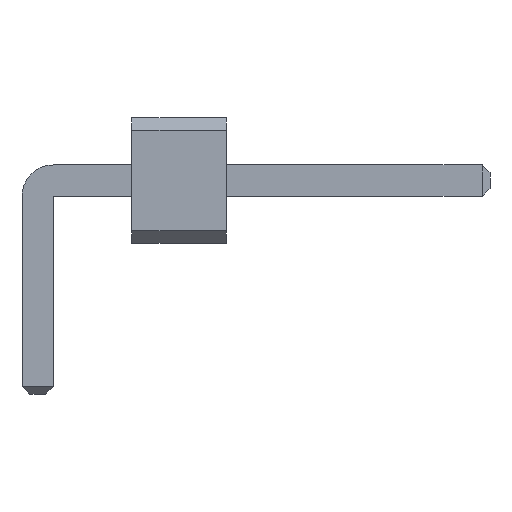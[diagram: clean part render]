
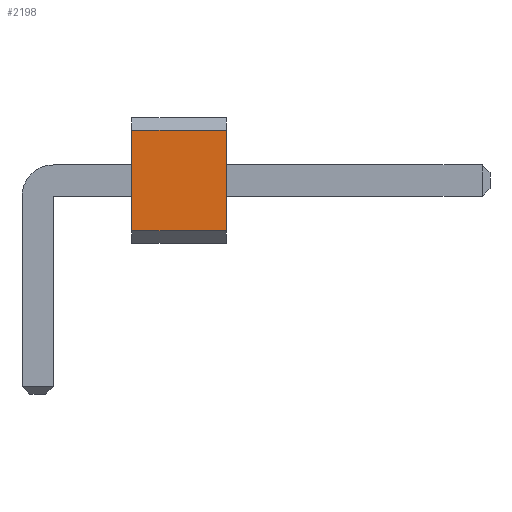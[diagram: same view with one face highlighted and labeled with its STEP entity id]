
A CAD part, front view. The second image highlights one B-rep face of the part: STEP entity #2198.
In plain terms, the highlighted planar face has unit normal (0, -1, 0).
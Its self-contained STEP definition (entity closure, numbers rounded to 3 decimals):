
#310 = VERTEX_POINT('',#311);
#311 = CARTESIAN_POINT('',(1.5,-15.,1.8));
#317 = EDGE_CURVE('',#318,#310,#320,.T.);
#318 = VERTEX_POINT('',#319);
#319 = CARTESIAN_POINT('',(1.5,-15.,0.2));
#320 = LINE('',#321,#322);
#321 = CARTESIAN_POINT('',(1.5,-15.,0.2));
#322 = VECTOR('',#323,1.);
#323 = DIRECTION('',(0.,0.,1.));
#967 = VERTEX_POINT('',#968);
#968 = CARTESIAN_POINT('',(3.,-15.,1.8));
#974 = EDGE_CURVE('',#975,#967,#977,.T.);
#975 = VERTEX_POINT('',#976);
#976 = CARTESIAN_POINT('',(3.,-15.,0.2));
#977 = LINE('',#978,#979);
#978 = CARTESIAN_POINT('',(3.,-15.,0.2));
#979 = VECTOR('',#980,1.);
#980 = DIRECTION('',(0.,0.,1.));
#2170 = EDGE_CURVE('',#318,#975,#2171,.T.);
#2171 = LINE('',#2172,#2173);
#2172 = CARTESIAN_POINT('',(1.5,-15.,0.2));
#2173 = VECTOR('',#2174,1.);
#2174 = DIRECTION('',(1.,0.,0.));
#2198 = ADVANCED_FACE('',(#2199),#2210,.T.);
#2199 = FACE_BOUND('',#2200,.T.);
#2200 = EDGE_LOOP('',(#2201,#2202,#2203,#2209));
#2201 = ORIENTED_EDGE('',*,*,#2170,.T.);
#2202 = ORIENTED_EDGE('',*,*,#974,.T.);
#2203 = ORIENTED_EDGE('',*,*,#2204,.F.);
#2204 = EDGE_CURVE('',#310,#967,#2205,.T.);
#2205 = LINE('',#2206,#2207);
#2206 = CARTESIAN_POINT('',(1.5,-15.,1.8));
#2207 = VECTOR('',#2208,1.);
#2208 = DIRECTION('',(1.,0.,0.));
#2209 = ORIENTED_EDGE('',*,*,#317,.F.);
#2210 = PLANE('',#2211);
#2211 = AXIS2_PLACEMENT_3D('',#2212,#2213,#2214);
#2212 = CARTESIAN_POINT('',(1.5,-15.,0.2));
#2213 = DIRECTION('',(0.,-1.,0.));
#2214 = DIRECTION('',(0.,0.,1.));
